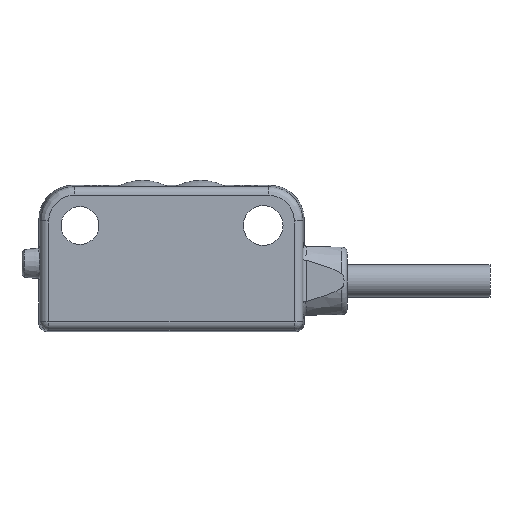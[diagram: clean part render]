
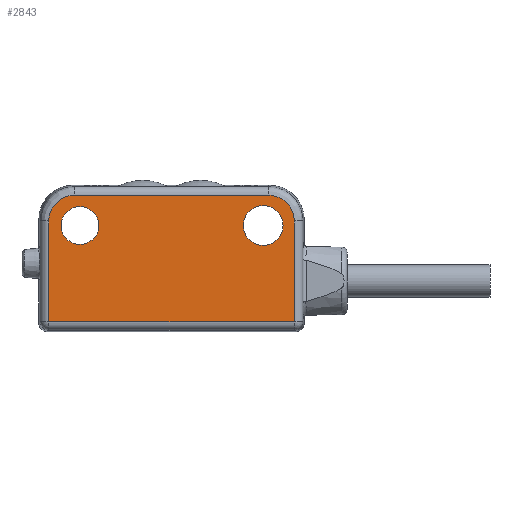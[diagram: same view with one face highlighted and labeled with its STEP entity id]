
A CAD part, left-side view. The second image highlights one B-rep face of the part: STEP entity #2843.
In plain terms, the highlighted planar face has unit normal (-1, 0, 0).
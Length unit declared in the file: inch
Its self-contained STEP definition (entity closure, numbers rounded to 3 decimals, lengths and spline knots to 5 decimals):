
#42=DIRECTION('',(0.,-1.,0.));
#43=VECTOR('',#42,0.79114);
#44=CARTESIAN_POINT('',(-0.01969,0.80403,
-0.42018));
#45=LINE('',#44,#43);
#46=DIRECTION('',(0.,0.,-1.));
#47=VECTOR('',#46,0.32462);
#48=CARTESIAN_POINT('',(-0.01969,0.80403,
-0.09556));
#49=LINE('',#48,#47);
#50=CARTESIAN_POINT('',(-0.01969,0.72137,
-0.01289));
#51=CARTESIAN_POINT('',(-0.01969,0.72424,
-0.0129));
#52=CARTESIAN_POINT('',(-0.01969,0.72995,
-0.01319));
#53=CARTESIAN_POINT('',(-0.01969,0.73852,
-0.01454));
#54=CARTESIAN_POINT('',(-0.01969,0.74691,
-0.01678));
#55=CARTESIAN_POINT('',(-0.01969,0.75502,
-0.01989));
#56=CARTESIAN_POINT('',(-0.01969,0.76275,
-0.02382));
#57=CARTESIAN_POINT('',(-0.01969,0.77004,
-0.02855));
#58=CARTESIAN_POINT('',(-0.01969,0.77679,
-0.03401));
#59=CARTESIAN_POINT('',(-0.01969,0.78292,
-0.04015));
#60=CARTESIAN_POINT('',(-0.01969,0.78839,
-0.0469));
#61=CARTESIAN_POINT('',(-0.01969,0.79311,
-0.05418));
#62=CARTESIAN_POINT('',(-0.01969,0.79705,
-0.06192));
#63=CARTESIAN_POINT('',(-0.01969,0.80015,
-0.07002));
#64=CARTESIAN_POINT('',(-0.01969,0.80239,
-0.07841));
#65=CARTESIAN_POINT('',(-0.01969,0.80374,
-0.08698));
#66=CARTESIAN_POINT('',(-0.01969,0.80403,
-0.09269));
#67=CARTESIAN_POINT('',(-0.01969,0.80403,
-0.09556));
#69=DIRECTION('',(0.,1.,0.));
#70=VECTOR('',#69,0.62581);
#71=CARTESIAN_POINT('',(-0.01969,0.09556,
-0.01289));
#72=LINE('',#71,#70);
#73=CARTESIAN_POINT('',(-0.01969,0.01289,
-0.09556));
#74=CARTESIAN_POINT('',(-0.01969,0.0129,
-0.09269));
#75=CARTESIAN_POINT('',(-0.01969,0.01319,
-0.08698));
#76=CARTESIAN_POINT('',(-0.01969,0.01454,
-0.07841));
#77=CARTESIAN_POINT('',(-0.01969,0.01678,
-0.07002));
#78=CARTESIAN_POINT('',(-0.01969,0.01989,
-0.06191));
#79=CARTESIAN_POINT('',(-0.01969,0.02382,
-0.05418));
#80=CARTESIAN_POINT('',(-0.01969,0.02855,
-0.04689));
#81=CARTESIAN_POINT('',(-0.01969,0.03401,
-0.04014));
#82=CARTESIAN_POINT('',(-0.01969,0.04015,
-0.03401));
#83=CARTESIAN_POINT('',(-0.01969,0.0469,
-0.02854));
#84=CARTESIAN_POINT('',(-0.01969,0.05418,
-0.02382));
#85=CARTESIAN_POINT('',(-0.01969,0.06192,
-0.01988));
#86=CARTESIAN_POINT('',(-0.01969,0.07002,
-0.01678));
#87=CARTESIAN_POINT('',(-0.01969,0.07841,
-0.01454));
#88=CARTESIAN_POINT('',(-0.01969,0.08698,
-0.01319));
#89=CARTESIAN_POINT('',(-0.01969,0.09269,
-0.0129));
#90=CARTESIAN_POINT('',(-0.01969,0.09556,
-0.01289));
#92=DIRECTION('',(0.,0.,1.));
#93=VECTOR('',#92,0.32462);
#94=CARTESIAN_POINT('',(-0.01969,0.01289,
-0.42018));
#95=LINE('',#94,#93);
#96=CARTESIAN_POINT('',(-0.01969,0.70354,
-0.11024));
#97=DIRECTION('',(1.,0.,0.));
#98=DIRECTION('',(0.,1.,0.));
#99=AXIS2_PLACEMENT_3D('',#96,#97,#98);
#101=CARTESIAN_POINT('',(-0.01969,0.70354,
-0.11024));
#102=DIRECTION('',(1.,0.,0.));
#103=DIRECTION('',(0.,-1.,0.));
#104=AXIS2_PLACEMENT_3D('',#101,#102,#103);
#106=CARTESIAN_POINT('',(-0.01969,0.11299,
-0.11024));
#107=DIRECTION('',(1.,0.,0.));
#108=DIRECTION('',(0.,1.,0.));
#109=AXIS2_PLACEMENT_3D('',#106,#107,#108);
#111=CARTESIAN_POINT('',(-0.01969,0.11299,
-0.11024));
#112=DIRECTION('',(1.,0.,0.));
#113=DIRECTION('',(0.,-1.,0.));
#114=AXIS2_PLACEMENT_3D('',#111,#112,#113);
#2523=CARTESIAN_POINT('',(-0.01969,0.17697,
-0.11024));
#2524=CARTESIAN_POINT('',(-0.01969,0.04902,
-0.11024));
#2525=VERTEX_POINT('',#2523);
#2526=VERTEX_POINT('',#2524);
#2531=CARTESIAN_POINT('',(-0.01969,0.76457,
-0.11024));
#2532=CARTESIAN_POINT('',(-0.01969,0.64252,
-0.11024));
#2533=VERTEX_POINT('',#2531);
#2534=VERTEX_POINT('',#2532);
#2625=CARTESIAN_POINT('',(-0.01969,0.01289,
-0.42018));
#2627=VERTEX_POINT('',#2625);
#2630=CARTESIAN_POINT('',(-0.01969,0.80403,
-0.42018));
#2632=VERTEX_POINT('',#2630);
#2651=CARTESIAN_POINT('',(-0.01969,0.80403,
-0.09556));
#2652=VERTEX_POINT('',#2651);
#2653=VERTEX_POINT('',#50);
#2655=CARTESIAN_POINT('',(-0.01969,0.09556,
-0.01289));
#2656=VERTEX_POINT('',#2655);
#2659=VERTEX_POINT('',#73);
#2813=CARTESIAN_POINT('',(-0.01969,0.11299,
-0.11024));
#2814=DIRECTION('',(-1.,0.,0.));
#2815=DIRECTION('',(0.,1.,0.));
#2816=AXIS2_PLACEMENT_3D('',#2813,#2814,#2815);
#2817=PLANE('',#2816);
#2819=ORIENTED_EDGE('',*,*,#2818,.F.);
#2821=ORIENTED_EDGE('',*,*,#2820,.F.);
#2823=ORIENTED_EDGE('',*,*,#2822,.F.);
#2824=ORIENTED_EDGE('',*,*,#2803,.F.);
#2826=ORIENTED_EDGE('',*,*,#2825,.F.);
#2828=ORIENTED_EDGE('',*,*,#2827,.F.);
#2829=EDGE_LOOP('',(#2819,#2821,#2823,#2824,#2826,#2828));
#2830=FACE_OUTER_BOUND('',#2829,.F.);
#2832=ORIENTED_EDGE('',*,*,#2831,.F.);
#2834=ORIENTED_EDGE('',*,*,#2833,.F.);
#2835=EDGE_LOOP('',(#2832,#2834));
#2836=FACE_BOUND('',#2835,.F.);
#2838=ORIENTED_EDGE('',*,*,#2837,.F.);
#2840=ORIENTED_EDGE('',*,*,#2839,.F.);
#2841=EDGE_LOOP('',(#2838,#2840));
#2842=FACE_BOUND('',#2841,.F.);
#2843=ADVANCED_FACE('',(#2830,#2836,#2842),#2817,.T.);
#68=B_SPLINE_CURVE_WITH_KNOTS('',3,(#50,#51,#52,#53,#54,#55,#56,#57,#58,#59,#60,
#61,#62,#63,#64,#65,#66,#67),.UNSPECIFIED.,.F.,.F.,(4,1,1,1,1,1,1,1,1,1,1,1,1,1,
1,4),(0.,0.06667,0.13333,0.2,0.26667,
0.33333,0.4,0.46667,0.53333,0.6,
0.66667,0.73333,0.8,0.86667,0.93333,
1.),.UNSPECIFIED.);
#91=B_SPLINE_CURVE_WITH_KNOTS('',3,(#73,#74,#75,#76,#77,#78,#79,#80,#81,#82,#83,
#84,#85,#86,#87,#88,#89,#90),.UNSPECIFIED.,.F.,.F.,(4,1,1,1,1,1,1,1,1,1,1,1,1,1,
1,4),(0.,0.06667,0.13333,0.2,0.26667,
0.33333,0.4,0.46667,0.53333,0.6,
0.66667,0.73333,0.8,0.86667,0.93333,
1.),.UNSPECIFIED.);
#100=CIRCLE('',#99,0.06102);
#105=CIRCLE('',#104,0.06102);
#110=CIRCLE('',#109,0.06398);
#115=CIRCLE('',#114,0.06398);
#2803=EDGE_CURVE('',#2656,#2653,#72,.T.);
#2818=EDGE_CURVE('',#2632,#2627,#45,.T.);
#2820=EDGE_CURVE('',#2652,#2632,#49,.T.);
#2822=EDGE_CURVE('',#2653,#2652,#68,.T.);
#2825=EDGE_CURVE('',#2659,#2656,#91,.T.);
#2827=EDGE_CURVE('',#2627,#2659,#95,.T.);
#2831=EDGE_CURVE('',#2533,#2534,#100,.T.);
#2833=EDGE_CURVE('',#2534,#2533,#105,.T.);
#2837=EDGE_CURVE('',#2525,#2526,#110,.T.);
#2839=EDGE_CURVE('',#2526,#2525,#115,.T.);
